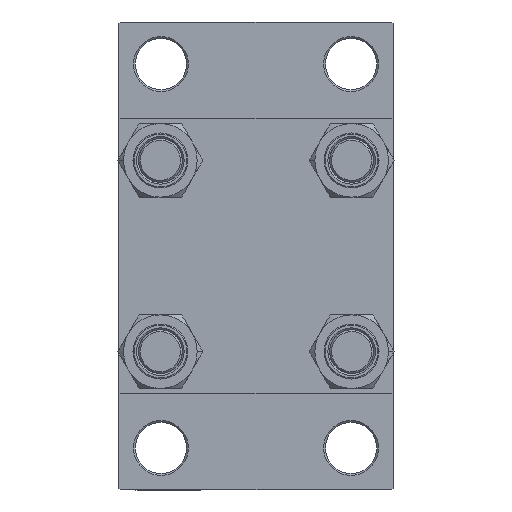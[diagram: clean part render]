
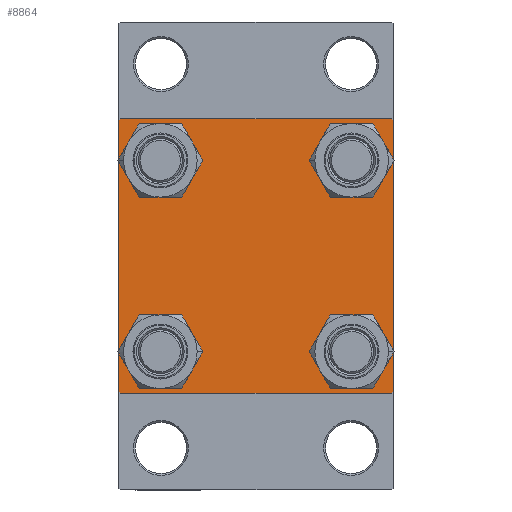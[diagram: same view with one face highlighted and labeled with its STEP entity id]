
A CAD part, left-side view. The second image highlights one B-rep face of the part: STEP entity #8864.
In plain terms, the highlighted planar face has unit normal (-1, 0, 0).
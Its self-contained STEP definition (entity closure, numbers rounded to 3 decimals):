
#709 = LINE ( 'NONE', #45149, #17360 ) ;
#785 = VERTEX_POINT ( 'NONE', #18199 ) ;
#1484 = CIRCLE ( 'NONE', #5345, 6.5 ) ;
#1525 = EDGE_CURVE ( 'NONE', #11222, #17447, #709, .T. ) ;
#1837 = DIRECTION ( 'NONE',  ( 1., 0., 0. ) ) ;
#2210 = CARTESIAN_POINT ( 'NONE',  ( 0., -37.5, 37. ) ) ;
#2714 = CARTESIAN_POINT ( 'NONE',  ( 0., 0., 0. ) ) ;
#2852 = EDGE_LOOP ( 'NONE', ( #30774, #11164 ) ) ;
#3331 = DIRECTION ( 'NONE',  ( 0., 0.707, -0.707 ) ) ;
#3802 = CARTESIAN_POINT ( 'NONE',  ( 0., -26.15, -32.65 ) ) ;
#4477 = DIRECTION ( 'NONE',  ( 1., 0., 0. ) ) ;
#4916 = CIRCLE ( 'NONE', #32488, 6.5 ) ;
#5211 = AXIS2_PLACEMENT_3D ( 'NONE', #7226, #43727, #7693 ) ;
#5222 = DIRECTION ( 'NONE',  ( 0., 0., 1. ) ) ;
#5345 = AXIS2_PLACEMENT_3D ( 'NONE', #9900, #24524, #39173 ) ;
#5518 = LINE ( 'NONE', #16098, #5759 ) ;
#5546 = EDGE_CURVE ( 'NONE', #39640, #23417, #9514, .T. ) ;
#5759 = VECTOR ( 'NONE', #41538, 1000. ) ;
#5796 = EDGE_CURVE ( 'NONE', #13969, #39763, #5924, .T. ) ;
#5924 = CIRCLE ( 'NONE', #7449, 6.5 ) ;
#6107 = EDGE_LOOP ( 'NONE', ( #44374, #10588 ) ) ;
#6208 = CIRCLE ( 'NONE', #39175, 6.5 ) ;
#6320 = PLANE ( 'NONE',  #10585 ) ;
#7017 = CARTESIAN_POINT ( 'NONE',  ( 0., 37.5, -37.5 ) ) ;
#7226 = CARTESIAN_POINT ( 'NONE',  ( 0., -26.15, -26.15 ) ) ;
#7449 = AXIS2_PLACEMENT_3D ( 'NONE', #42759, #10094, #24963 ) ;
#7569 = EDGE_CURVE ( 'NONE', #34756, #14302, #46590, .T. ) ;
#7611 = EDGE_LOOP ( 'NONE', ( #28040, #29580 ) ) ;
#7679 = EDGE_CURVE ( 'NONE', #16882, #33552, #12279, .T. ) ;
#7693 = DIRECTION ( 'NONE',  ( 0., 0., 1. ) ) ;
#8312 = EDGE_CURVE ( 'NONE', #10881, #26910, #31292, .T. ) ;
#8856 = VECTOR ( 'NONE', #3331, 1000. ) ;
#8864 = ADVANCED_FACE ( 'NONE', ( #32958, #25031, #18086, #17374, #14728 ), #6320, .T. ) ;
#9473 = VECTOR ( 'NONE', #24946, 1000. ) ;
#9514 = LINE ( 'NONE', #24143, #35007 ) ;
#9900 = CARTESIAN_POINT ( 'NONE',  ( 0., 26.15, 26.15 ) ) ;
#10094 = DIRECTION ( 'NONE',  ( 1., 0., 0. ) ) ;
#10585 = AXIS2_PLACEMENT_3D ( 'NONE', #2714, #39691, #21431 ) ;
#10588 = ORIENTED_EDGE ( 'NONE', *, *, #18924, .T. ) ;
#10757 = ORIENTED_EDGE ( 'NONE', *, *, #7679, .F. ) ;
#10881 = VERTEX_POINT ( 'NONE', #29624 ) ;
#11051 = EDGE_CURVE ( 'NONE', #31338, #785, #1484, .T. ) ;
#11164 = ORIENTED_EDGE ( 'NONE', *, *, #13367, .T. ) ;
#11222 = VERTEX_POINT ( 'NONE', #19467 ) ;
#11375 = AXIS2_PLACEMENT_3D ( 'NONE', #31516, #46155, #13285 ) ;
#12279 = LINE ( 'NONE', #18984, #25088 ) ;
#13285 = DIRECTION ( 'NONE',  ( 0., 0., 1. ) ) ;
#13367 = EDGE_CURVE ( 'NONE', #26910, #10881, #37603, .T. ) ;
#13969 = VERTEX_POINT ( 'NONE', #18502 ) ;
#14302 = VERTEX_POINT ( 'NONE', #40765 ) ;
#14661 = VERTEX_POINT ( 'NONE', #22806 ) ;
#14728 = FACE_OUTER_BOUND ( 'NONE', #31901, .T. ) ;
#14781 = CARTESIAN_POINT ( 'NONE',  ( 0., -37., 37.5 ) ) ;
#16098 = CARTESIAN_POINT ( 'NONE',  ( 0., -37.25, 37.25 ) ) ;
#16504 = CARTESIAN_POINT ( 'NONE',  ( 0., 26.15, 26.15 ) ) ;
#16862 = DIRECTION ( 'NONE',  ( 0., 0., -1. ) ) ;
#16882 = VERTEX_POINT ( 'NONE', #2210 ) ;
#17179 = VECTOR ( 'NONE', #16862, 1000. ) ;
#17360 = VECTOR ( 'NONE', #34563, 1000. ) ;
#17374 = FACE_BOUND ( 'NONE', #6107, .T. ) ;
#17447 = VERTEX_POINT ( 'NONE', #14781 ) ;
#18065 = ORIENTED_EDGE ( 'NONE', *, *, #24597, .T. ) ;
#18086 = FACE_BOUND ( 'NONE', #2852, .T. ) ;
#18199 = CARTESIAN_POINT ( 'NONE',  ( 0., 26.15, 19.65 ) ) ;
#18502 = CARTESIAN_POINT ( 'NONE',  ( 0., -26.15, 19.65 ) ) ;
#18924 = EDGE_CURVE ( 'NONE', #785, #31338, #6208, .T. ) ;
#18962 = CARTESIAN_POINT ( 'NONE',  ( 0., 26.15, 32.65 ) ) ;
#18984 = CARTESIAN_POINT ( 'NONE',  ( 0., -37.5, 37.5 ) ) ;
#19467 = CARTESIAN_POINT ( 'NONE',  ( 0., 37., 37.5 ) ) ;
#19981 = LINE ( 'NONE', #42545, #17179 ) ;
#20809 = EDGE_LOOP ( 'NONE', ( #30312, #21731 ) ) ;
#21431 = DIRECTION ( 'NONE',  ( 0., 0., 1. ) ) ;
#21654 = ORIENTED_EDGE ( 'NONE', *, *, #44254, .T. ) ;
#21731 = ORIENTED_EDGE ( 'NONE', *, *, #7569, .T. ) ;
#22471 = CARTESIAN_POINT ( 'NONE',  ( 0., -26.15, -26.15 ) ) ;
#22806 = CARTESIAN_POINT ( 'NONE',  ( 0., -37., -37.5 ) ) ;
#23417 = VERTEX_POINT ( 'NONE', #25768 ) ;
#24143 = CARTESIAN_POINT ( 'NONE',  ( 0., 37.25, -37.25 ) ) ;
#24524 = DIRECTION ( 'NONE',  ( 1., 0., 0. ) ) ;
#24597 = EDGE_CURVE ( 'NONE', #14661, #33552, #24707, .T. ) ;
#24707 = LINE ( 'NONE', #25184, #9473 ) ;
#24942 = LINE ( 'NONE', #36688, #8856 ) ;
#24946 = DIRECTION ( 'NONE',  ( 0., -0.707, 0.707 ) ) ;
#24963 = DIRECTION ( 'NONE',  ( 0., 0., 1. ) ) ;
#25031 = FACE_BOUND ( 'NONE', #20809, .T. ) ;
#25088 = VECTOR ( 'NONE', #45396, 1000. ) ;
#25111 = EDGE_CURVE ( 'NONE', #14302, #34756, #4916, .T. ) ;
#25184 = CARTESIAN_POINT ( 'NONE',  ( 0., -37.25, -37.25 ) ) ;
#25768 = CARTESIAN_POINT ( 'NONE',  ( 0., 37., -37.5 ) ) ;
#26328 = EDGE_CURVE ( 'NONE', #40887, #39640, #19981, .T. ) ;
#26539 = CARTESIAN_POINT ( 'NONE',  ( 0., 26.15, -32.65 ) ) ;
#26910 = VERTEX_POINT ( 'NONE', #26539 ) ;
#27978 = DIRECTION ( 'NONE',  ( 0., -0.707, -0.707 ) ) ;
#28040 = ORIENTED_EDGE ( 'NONE', *, *, #45441, .T. ) ;
#28807 = AXIS2_PLACEMENT_3D ( 'NONE', #34589, #38900, #35051 ) ;
#28867 = LINE ( 'NONE', #7017, #40910 ) ;
#29580 = ORIENTED_EDGE ( 'NONE', *, *, #5796, .T. ) ;
#29624 = CARTESIAN_POINT ( 'NONE',  ( 0., 26.15, -19.65 ) ) ;
#30312 = ORIENTED_EDGE ( 'NONE', *, *, #25111, .T. ) ;
#30774 = ORIENTED_EDGE ( 'NONE', *, *, #8312, .T. ) ;
#31292 = CIRCLE ( 'NONE', #11375, 6.5 ) ;
#31338 = VERTEX_POINT ( 'NONE', #18962 ) ;
#31356 = ORIENTED_EDGE ( 'NONE', *, *, #1525, .F. ) ;
#31516 = CARTESIAN_POINT ( 'NONE',  ( 0., 26.15, -26.15 ) ) ;
#31901 = EDGE_LOOP ( 'NONE', ( #33084, #46869, #38374, #18065, #10757, #21654, #31356, #37152 ) ) ;
#32488 = AXIS2_PLACEMENT_3D ( 'NONE', #22471, #4477, #37358 ) ;
#32958 = FACE_BOUND ( 'NONE', #7611, .T. ) ;
#33084 = ORIENTED_EDGE ( 'NONE', *, *, #26328, .T. ) ;
#33552 = VERTEX_POINT ( 'NONE', #34339 ) ;
#34339 = CARTESIAN_POINT ( 'NONE',  ( 0., -37.5, -37. ) ) ;
#34563 = DIRECTION ( 'NONE',  ( 0., -1., 0. ) ) ;
#34589 = CARTESIAN_POINT ( 'NONE',  ( 0., -26.15, 26.15 ) ) ;
#34756 = VERTEX_POINT ( 'NONE', #3802 ) ;
#35007 = VECTOR ( 'NONE', #27978, 1000. ) ;
#35051 = DIRECTION ( 'NONE',  ( 0., 0., 1. ) ) ;
#36614 = CARTESIAN_POINT ( 'NONE',  ( 0., 26.15, -26.15 ) ) ;
#36628 = EDGE_CURVE ( 'NONE', #23417, #14661, #28867, .T. ) ;
#36688 = CARTESIAN_POINT ( 'NONE',  ( 0., 37.25, 37.25 ) ) ;
#37152 = ORIENTED_EDGE ( 'NONE', *, *, #40856, .T. ) ;
#37358 = DIRECTION ( 'NONE',  ( 0., 0., 1. ) ) ;
#37603 = CIRCLE ( 'NONE', #39908, 6.5 ) ;
#38138 = CARTESIAN_POINT ( 'NONE',  ( 0., 37.5, 37. ) ) ;
#38374 = ORIENTED_EDGE ( 'NONE', *, *, #36628, .T. ) ;
#38652 = CARTESIAN_POINT ( 'NONE',  ( 0., -26.15, 32.65 ) ) ;
#38900 = DIRECTION ( 'NONE',  ( 1., 0., 0. ) ) ;
#39173 = DIRECTION ( 'NONE',  ( 0., 0., 1. ) ) ;
#39175 = AXIS2_PLACEMENT_3D ( 'NONE', #16504, #1837, #5222 ) ;
#39427 = DIRECTION ( 'NONE',  ( 0., -1., 0. ) ) ;
#39640 = VERTEX_POINT ( 'NONE', #41558 ) ;
#39691 = DIRECTION ( 'NONE',  ( -1., 0., 0. ) ) ;
#39763 = VERTEX_POINT ( 'NONE', #38652 ) ;
#39908 = AXIS2_PLACEMENT_3D ( 'NONE', #36614, #44074, #40468 ) ;
#40287 = CIRCLE ( 'NONE', #28807, 6.5 ) ;
#40468 = DIRECTION ( 'NONE',  ( 0., 0., 1. ) ) ;
#40765 = CARTESIAN_POINT ( 'NONE',  ( 0., -26.15, -19.65 ) ) ;
#40856 = EDGE_CURVE ( 'NONE', #11222, #40887, #24942, .T. ) ;
#40887 = VERTEX_POINT ( 'NONE', #38138 ) ;
#40910 = VECTOR ( 'NONE', #39427, 1000. ) ;
#41538 = DIRECTION ( 'NONE',  ( 0., 0.707, 0.707 ) ) ;
#41558 = CARTESIAN_POINT ( 'NONE',  ( 0., 37.5, -37. ) ) ;
#42545 = CARTESIAN_POINT ( 'NONE',  ( 0., 37.5, 37.5 ) ) ;
#42759 = CARTESIAN_POINT ( 'NONE',  ( 0., -26.15, 26.15 ) ) ;
#43727 = DIRECTION ( 'NONE',  ( 1., 0., 0. ) ) ;
#44074 = DIRECTION ( 'NONE',  ( 1., 0., 0. ) ) ;
#44254 = EDGE_CURVE ( 'NONE', #16882, #17447, #5518, .T. ) ;
#44374 = ORIENTED_EDGE ( 'NONE', *, *, #11051, .T. ) ;
#45149 = CARTESIAN_POINT ( 'NONE',  ( 0., 37.5, 37.5 ) ) ;
#45396 = DIRECTION ( 'NONE',  ( 0., 0., -1. ) ) ;
#45441 = EDGE_CURVE ( 'NONE', #39763, #13969, #40287, .T. ) ;
#46155 = DIRECTION ( 'NONE',  ( 1., 0., 0. ) ) ;
#46590 = CIRCLE ( 'NONE', #5211, 6.5 ) ;
#46869 = ORIENTED_EDGE ( 'NONE', *, *, #5546, .T. ) ;
